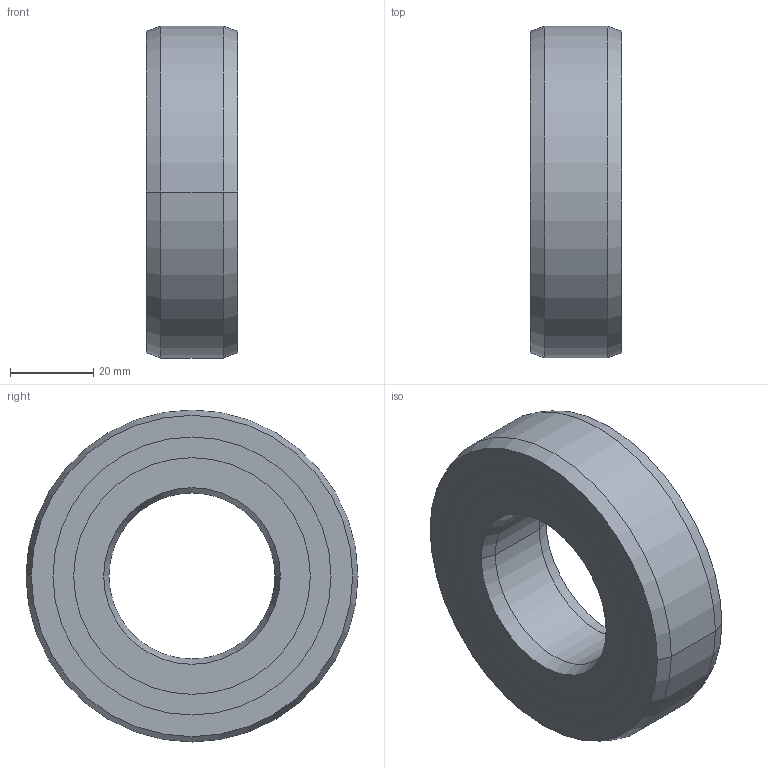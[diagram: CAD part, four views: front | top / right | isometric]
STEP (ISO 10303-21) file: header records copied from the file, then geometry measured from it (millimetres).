
FILE_DESCRIPTION((''),'2;1');
FILE_NAME('FREILAUF_CSK40_ASM','2025-05-06T10:55:00',('Administrator'),(''),'CREO PARAMETRIC BY PTC INC, 2020184','CREO PARAMETRIC BY PTC INC, 2020184','');
FILE_SCHEMA(('AUTOMOTIVE_DESIGN { 1 0 10303 214 1 1 1 1 }'));
Length unit declared in the file: millimetre
Products named in the file (11): MANIFOLD_SOLID_BREP_364; MANIFOLD_SOLID_BREP_728; RILLENLAGER_CSK40_NICO_1_ASM; KUGEL_CSK40_NICO_1; RILLENKUGELLAGER_CSK40_NICO_ASM_ASM; KAEFIG_CSK40_NICO_1; KLEMMKOERPER_CSK_C08-12_9_NICO_; DECKSCHEIBE_CSK40_NICO_1; SCHEIBE_CSK40_NICO_1; FREILAUF_CSK40_NICO_ASM_1_ASM; FREILAUF_CSK40_ASM
Assembly tree (17 placements, depth 5):
  FREILAUF_CSK40_ASM
    FREILAUF_CSK40_NICO_ASM_1_ASM
      RILLENKUGELLAGER_CSK40_NICO_ASM_ASM
        RILLENLAGER_CSK40_NICO_1_ASM
          MANIFOLD_SOLID_BREP_364
          MANIFOLD_SOLID_BREP_728
        KUGEL_CSK40_NICO_1  x4
      KAEFIG_CSK40_NICO_1
      KLEMMKOERPER_CSK_C08-12_9_NICO_  x4
      DECKSCHEIBE_CSK40_NICO_1
      SCHEIBE_CSK40_NICO_1  x2
Bounding box: 22 x 80 x 80 mm (x, y, z)
Volume: 77589.8 mm3; surface area: 39713.2 mm2
Topology: 14 solids, 14 shells, 120 faces, 336 edges, 216 vertices
Faces by surface type: plane 55, cylinder 28, sphere 25, cone 8, torus 4
Entity records: 3931 total; most frequent: CARTESIAN_POINT 853, DIRECTION 599, ORIENTED_EDGE 462, AXIS2_PLACEMENT_3D 258, EDGE_CURVE 231, VERTEX_POINT 160, CIRCLE 124, COLOUR_RGB 114
